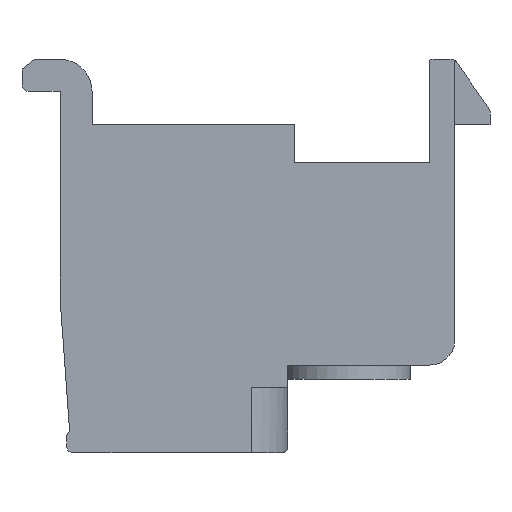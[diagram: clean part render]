
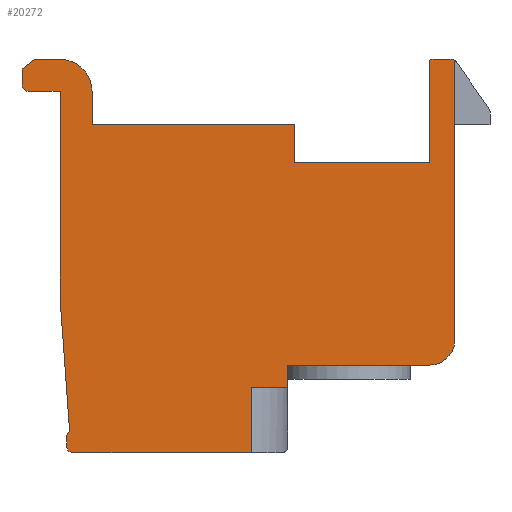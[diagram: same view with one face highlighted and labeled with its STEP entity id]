
A CAD part, front view. The second image highlights one B-rep face of the part: STEP entity #20272.
In plain terms, the highlighted planar face has unit normal (0, -1, 0).
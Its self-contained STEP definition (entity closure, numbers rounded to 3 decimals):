
#1=CARTESIAN_POINT('',(5.45,0.,-2.625));
#2=DIRECTION('',(0.,1.,0.));
#3=DIRECTION('',(1.,0.,0.));
#4=AXIS2_PLACEMENT_3D('',#1,#2,#3);
#6=DIRECTION('',(-1.,0.,0.));
#7=VECTOR('',#6,4.45);
#8=CARTESIAN_POINT('',(5.45,0.,-3.425));
#9=LINE('',#8,#7);
#10=DIRECTION('',(0.,0.,-1.));
#11=VECTOR('',#10,0.7);
#12=CARTESIAN_POINT('',(1.,0.,-3.425));
#13=LINE('',#12,#11);
#14=DIRECTION('',(1.,0.,0.));
#15=VECTOR('',#14,1.15);
#16=CARTESIAN_POINT('',(-0.15,0.,-4.125));
#17=LINE('',#16,#15);
#18=DIRECTION('',(0.,0.,1.));
#19=VECTOR('',#18,2.05);
#20=CARTESIAN_POINT('',(-0.15,0.,-6.175));
#21=LINE('',#20,#19);
#22=DIRECTION('',(-1.,0.,0.));
#23=VECTOR('',#22,5.6);
#24=CARTESIAN_POINT('',(-0.15,0.,-6.175));
#25=LINE('',#24,#23);
#26=CARTESIAN_POINT('',(-5.75,0.,-5.975));
#27=DIRECTION('',(0.,1.,0.));
#28=DIRECTION('',(0.,0.,-1.));
#29=AXIS2_PLACEMENT_3D('',#26,#27,#28);
#31=DIRECTION('',(0.,0.,1.));
#32=VECTOR('',#31,0.3);
#33=CARTESIAN_POINT('',(-5.95,0.,-5.975));
#34=LINE('',#33,#32);
#35=CARTESIAN_POINT('',(-5.75,0.,-5.675));
#36=DIRECTION('',(0.,1.,0.));
#37=DIRECTION('',(-1.,0.,0.));
#38=AXIS2_PLACEMENT_3D('',#35,#36,#37);
#40=DIRECTION('',(-0.072,0.,0.997));
#41=VECTOR('',#40,4.13);
#42=CARTESIAN_POINT('',(-5.854,0.,-5.504));
#43=LINE('',#42,#41);
#44=DIRECTION('',(0.,0.,1.));
#45=VECTOR('',#44,6.56);
#46=CARTESIAN_POINT('',(-6.15,0.,-1.385));
#47=LINE('',#46,#45);
#48=DIRECTION('',(-1.,0.,0.));
#49=VECTOR('',#48,1.);
#50=CARTESIAN_POINT('',(-6.15,0.,5.175));
#51=LINE('',#50,#49);
#52=CARTESIAN_POINT('',(-7.15,0.,5.375));
#53=DIRECTION('',(0.,1.,0.));
#54=DIRECTION('',(0.,0.,-1.));
#55=AXIS2_PLACEMENT_3D('',#52,#53,#54);
#57=DIRECTION('',(0.,0.,1.));
#58=VECTOR('',#57,0.5);
#59=CARTESIAN_POINT('',(-7.35,0.,5.375));
#60=LINE('',#59,#58);
#61=DIRECTION('',(0.785,0.,0.619));
#62=VECTOR('',#61,0.485);
#63=CARTESIAN_POINT('',(-7.35,0.,5.875));
#64=LINE('',#63,#62);
#65=DIRECTION('',(1.,0.,0.));
#66=VECTOR('',#65,0.819);
#67=CARTESIAN_POINT('',(-6.969,0.,6.175));
#68=LINE('',#67,#66);
#69=CARTESIAN_POINT('',(-6.15,0.,5.175));
#70=DIRECTION('',(0.,1.,0.));
#71=DIRECTION('',(0.,0.,1.));
#72=AXIS2_PLACEMENT_3D('',#69,#70,#71);
#74=DIRECTION('',(0.,0.,-1.));
#75=VECTOR('',#74,1.05);
#76=CARTESIAN_POINT('',(-5.15,0.,5.175));
#77=LINE('',#76,#75);
#78=DIRECTION('',(1.,0.,0.));
#79=VECTOR('',#78,6.35);
#80=CARTESIAN_POINT('',(-5.15,0.,4.125));
#81=LINE('',#80,#79);
#82=DIRECTION('',(0.,0.,-1.));
#83=VECTOR('',#82,1.2);
#84=CARTESIAN_POINT('',(1.2,0.,4.125));
#85=LINE('',#84,#83);
#86=DIRECTION('',(1.,0.,0.));
#87=VECTOR('',#86,4.25);
#88=CARTESIAN_POINT('',(1.2,0.,2.925));
#89=LINE('',#88,#87);
#90=DIRECTION('',(0.,0.,1.));
#91=VECTOR('',#90,3.213);
#92=CARTESIAN_POINT('',(5.45,0.,2.925));
#93=LINE('',#92,#91);
#94=CARTESIAN_POINT('',(5.565,0.,5.975));
#95=DIRECTION('',(0.,1.,0.));
#96=DIRECTION('',(-0.577,0.,0.816));
#97=AXIS2_PLACEMENT_3D('',#94,#95,#96);
#99=DIRECTION('',(1.,0.,0.));
#100=VECTOR('',#99,0.626);
#101=CARTESIAN_POINT('',(5.565,0.,6.175));
#102=LINE('',#101,#100);
#103=CARTESIAN_POINT('',(6.127,0.,5.986));
#104=DIRECTION('',(0.,1.,0.));
#105=DIRECTION('',(0.32,0.,0.947));
#106=AXIS2_PLACEMENT_3D('',#103,#104,#105);
#116=DIRECTION('',(0.,0.,1.));
#117=VECTOR('',#116,8.768);
#118=CARTESIAN_POINT('',(6.25,0.,-2.625));
#119=LINE('',#118,#117);
#15462=CARTESIAN_POINT('',(6.25,0.,-2.625));
#15463=CARTESIAN_POINT('',(5.45,0.,-3.425));
#15464=VERTEX_POINT('',#15462);
#15465=VERTEX_POINT('',#15463);
#15466=CARTESIAN_POINT('',(1.,0.,-3.425));
#15467=VERTEX_POINT('',#15466);
#15468=CARTESIAN_POINT('',(-5.75,0.,-6.175));
#15469=CARTESIAN_POINT('',(-5.95,0.,-5.975));
#15470=VERTEX_POINT('',#15468);
#15471=VERTEX_POINT('',#15469);
#15472=CARTESIAN_POINT('',(-5.95,0.,-5.675));
#15473=VERTEX_POINT('',#15472);
#15474=CARTESIAN_POINT('',(-5.854,0.,-5.504));
#15475=VERTEX_POINT('',#15474);
#15476=CARTESIAN_POINT('',(-6.15,0.,-1.385));
#15477=VERTEX_POINT('',#15476);
#15478=CARTESIAN_POINT('',(-6.15,0.,5.175));
#15479=VERTEX_POINT('',#15478);
#15480=CARTESIAN_POINT('',(-7.15,0.,5.175));
#15481=VERTEX_POINT('',#15480);
#15482=CARTESIAN_POINT('',(-7.35,0.,5.375));
#15483=VERTEX_POINT('',#15482);
#15484=CARTESIAN_POINT('',(-7.35,0.,5.875));
#15485=VERTEX_POINT('',#15484);
#15486=CARTESIAN_POINT('',(-6.969,0.,6.175));
#15487=VERTEX_POINT('',#15486);
#15488=CARTESIAN_POINT('',(-6.15,0.,6.175));
#15489=VERTEX_POINT('',#15488);
#15490=CARTESIAN_POINT('',(-5.15,0.,5.175));
#15491=VERTEX_POINT('',#15490);
#15492=CARTESIAN_POINT('',(-5.15,0.,4.125));
#15493=VERTEX_POINT('',#15492);
#15494=CARTESIAN_POINT('',(1.2,0.,4.125));
#15495=VERTEX_POINT('',#15494);
#15496=CARTESIAN_POINT('',(1.2,0.,2.925));
#15497=VERTEX_POINT('',#15496);
#15498=CARTESIAN_POINT('',(5.45,0.,2.925));
#15499=VERTEX_POINT('',#15498);
#15500=CARTESIAN_POINT('',(5.45,0.,6.138));
#15501=VERTEX_POINT('',#15500);
#15502=CARTESIAN_POINT('',(5.565,0.,6.175));
#15503=VERTEX_POINT('',#15502);
#15504=CARTESIAN_POINT('',(6.191,0.,6.175));
#15505=VERTEX_POINT('',#15504);
#16106=CARTESIAN_POINT('',(-0.15,0.,-6.175));
#16107=CARTESIAN_POINT('',(-0.15,0.,-4.125));
#16108=VERTEX_POINT('',#16106);
#16109=VERTEX_POINT('',#16107);
#16110=CARTESIAN_POINT('',(1.,0.,-4.125));
#16111=VERTEX_POINT('',#16110);
#16130=CARTESIAN_POINT('',(6.25,0.,6.143));
#16132=VERTEX_POINT('',#16130);
#20213=CARTESIAN_POINT('',(0.,0.,0.));
#20214=DIRECTION('',(0.,1.,0.));
#20215=DIRECTION('',(1.,0.,0.));
#20216=AXIS2_PLACEMENT_3D('',#20213,#20214,#20215);
#20217=PLANE('',#20216);
#20219=ORIENTED_EDGE('',*,*,#20218,.F.);
#20221=ORIENTED_EDGE('',*,*,#20220,.T.);
#20223=ORIENTED_EDGE('',*,*,#20222,.T.);
#20225=ORIENTED_EDGE('',*,*,#20224,.T.);
#20227=ORIENTED_EDGE('',*,*,#20226,.F.);
#20229=ORIENTED_EDGE('',*,*,#20228,.F.);
#20231=ORIENTED_EDGE('',*,*,#20230,.T.);
#20233=ORIENTED_EDGE('',*,*,#20232,.T.);
#20235=ORIENTED_EDGE('',*,*,#20234,.T.);
#20237=ORIENTED_EDGE('',*,*,#20236,.T.);
#20239=ORIENTED_EDGE('',*,*,#20238,.T.);
#20241=ORIENTED_EDGE('',*,*,#20240,.T.);
#20243=ORIENTED_EDGE('',*,*,#20242,.T.);
#20245=ORIENTED_EDGE('',*,*,#20244,.T.);
#20247=ORIENTED_EDGE('',*,*,#20246,.T.);
#20249=ORIENTED_EDGE('',*,*,#20248,.T.);
#20251=ORIENTED_EDGE('',*,*,#20250,.T.);
#20253=ORIENTED_EDGE('',*,*,#20252,.T.);
#20255=ORIENTED_EDGE('',*,*,#20254,.T.);
#20257=ORIENTED_EDGE('',*,*,#20256,.T.);
#20259=ORIENTED_EDGE('',*,*,#20258,.T.);
#20261=ORIENTED_EDGE('',*,*,#20260,.T.);
#20263=ORIENTED_EDGE('',*,*,#20262,.T.);
#20265=ORIENTED_EDGE('',*,*,#20264,.T.);
#20267=ORIENTED_EDGE('',*,*,#20266,.T.);
#20269=ORIENTED_EDGE('',*,*,#20268,.T.);
#20270=EDGE_LOOP('',(#20219,#20221,#20223,#20225,#20227,#20229,#20231,#20233,
#20235,#20237,#20239,#20241,#20243,#20245,#20247,#20249,#20251,#20253,#20255,
#20257,#20259,#20261,#20263,#20265,#20267,#20269));
#20271=FACE_OUTER_BOUND('',#20270,.F.);
#20272=ADVANCED_FACE('',(#20271),#20217,.F.);
#5=CIRCLE('',#4,0.8);
#30=CIRCLE('',#29,0.2);
#39=CIRCLE('',#38,0.2);
#56=CIRCLE('',#55,0.2);
#73=CIRCLE('',#72,1.);
#98=CIRCLE('',#97,0.2);
#107=CIRCLE('',#106,0.2);
#20218=EDGE_CURVE('',#15464,#16132,#119,.T.);
#20220=EDGE_CURVE('',#15464,#15465,#5,.T.);
#20222=EDGE_CURVE('',#15465,#15467,#9,.T.);
#20224=EDGE_CURVE('',#15467,#16111,#13,.T.);
#20226=EDGE_CURVE('',#16109,#16111,#17,.T.);
#20228=EDGE_CURVE('',#16108,#16109,#21,.T.);
#20230=EDGE_CURVE('',#16108,#15470,#25,.T.);
#20232=EDGE_CURVE('',#15470,#15471,#30,.T.);
#20234=EDGE_CURVE('',#15471,#15473,#34,.T.);
#20236=EDGE_CURVE('',#15473,#15475,#39,.T.);
#20238=EDGE_CURVE('',#15475,#15477,#43,.T.);
#20240=EDGE_CURVE('',#15477,#15479,#47,.T.);
#20242=EDGE_CURVE('',#15479,#15481,#51,.T.);
#20244=EDGE_CURVE('',#15481,#15483,#56,.T.);
#20246=EDGE_CURVE('',#15483,#15485,#60,.T.);
#20248=EDGE_CURVE('',#15485,#15487,#64,.T.);
#20250=EDGE_CURVE('',#15487,#15489,#68,.T.);
#20252=EDGE_CURVE('',#15489,#15491,#73,.T.);
#20254=EDGE_CURVE('',#15491,#15493,#77,.T.);
#20256=EDGE_CURVE('',#15493,#15495,#81,.T.);
#20258=EDGE_CURVE('',#15495,#15497,#85,.T.);
#20260=EDGE_CURVE('',#15497,#15499,#89,.T.);
#20262=EDGE_CURVE('',#15499,#15501,#93,.T.);
#20264=EDGE_CURVE('',#15501,#15503,#98,.T.);
#20266=EDGE_CURVE('',#15503,#15505,#102,.T.);
#20268=EDGE_CURVE('',#15505,#16132,#107,.T.);
